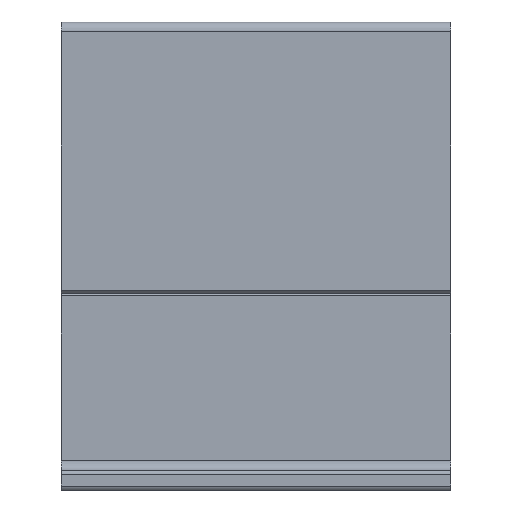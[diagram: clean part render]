
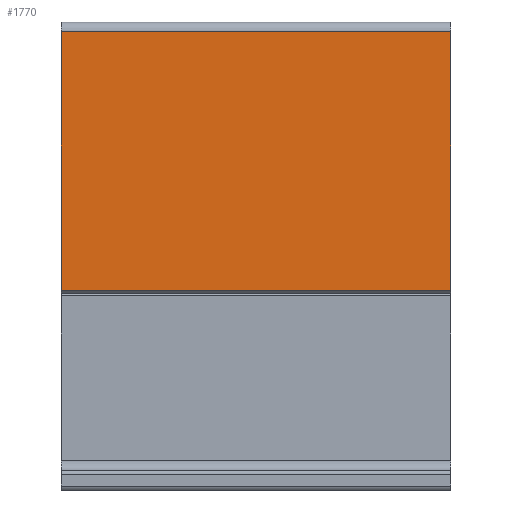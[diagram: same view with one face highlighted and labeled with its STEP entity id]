
A CAD part, front view. The second image highlights one B-rep face of the part: STEP entity #1770.
In plain terms, the highlighted planar face has unit normal (0, -1, 0).
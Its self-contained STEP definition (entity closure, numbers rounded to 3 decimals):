
#120 = ORIENTED_EDGE ( 'NONE', *, *, #284, .F. ) ;
#228 = CARTESIAN_POINT ( 'NONE',  ( 59.184, 32.398, 51.2 ) ) ;
#246 = ORIENTED_EDGE ( 'NONE', *, *, #2519, .T. ) ;
#284 = EDGE_CURVE ( 'NONE', #855, #677, #1156, .T. ) ;
#294 = LINE ( 'NONE', #338, #1341 ) ;
#338 = CARTESIAN_POINT ( 'NONE',  ( -40.816, 32.398, 117.5 ) ) ;
#420 = DIRECTION ( 'NONE',  ( 0., 1., 0. ) ) ;
#425 = EDGE_CURVE ( 'NONE', #2044, #1273, #2000, .T. ) ;
#626 = CARTESIAN_POINT ( 'NONE',  ( -40.816, 32.398, 51.2 ) ) ;
#677 = VERTEX_POINT ( 'NONE', #626 ) ;
#719 = VECTOR ( 'NONE', #2292, 1000. ) ;
#845 = CARTESIAN_POINT ( 'NONE',  ( 59.184, 32.398, 117.5 ) ) ;
#855 = VERTEX_POINT ( 'NONE', #1833 ) ;
#943 = DIRECTION ( 'NONE',  ( -1., 0., 0. ) ) ;
#1089 = VECTOR ( 'NONE', #1126, 1000. ) ;
#1105 = CARTESIAN_POINT ( 'NONE',  ( 59.184, 32.398, 117.5 ) ) ;
#1126 = DIRECTION ( 'NONE',  ( 0., 0., -1. ) ) ;
#1139 = EDGE_LOOP ( 'NONE', ( #246, #120, #1883, #2137 ) ) ;
#1156 = LINE ( 'NONE', #228, #719 ) ;
#1167 = AXIS2_PLACEMENT_3D ( 'NONE', #845, #420, #1847 ) ;
#1220 = FACE_OUTER_BOUND ( 'NONE', #1139, .T. ) ;
#1273 = VERTEX_POINT ( 'NONE', #2191 ) ;
#1341 = VECTOR ( 'NONE', #2371, 1000. ) ;
#1512 = CARTESIAN_POINT ( 'NONE',  ( 59.184, 32.398, 117.5 ) ) ;
#1634 = LINE ( 'NONE', #1105, #1089 ) ;
#1770 = ADVANCED_FACE ( 'NONE', ( #1220 ), #2037, .F. ) ;
#1833 = CARTESIAN_POINT ( 'NONE',  ( 59.184, 32.398, 51.2 ) ) ;
#1847 = DIRECTION ( 'NONE',  ( 0., 0., 1. ) ) ;
#1883 = ORIENTED_EDGE ( 'NONE', *, *, #2348, .F. ) ;
#2000 = LINE ( 'NONE', #2377, #2029 ) ;
#2029 = VECTOR ( 'NONE', #943, 1000. ) ;
#2037 = PLANE ( 'NONE',  #1167 ) ;
#2044 = VERTEX_POINT ( 'NONE', #1512 ) ;
#2137 = ORIENTED_EDGE ( 'NONE', *, *, #425, .T. ) ;
#2191 = CARTESIAN_POINT ( 'NONE',  ( -40.816, 32.398, 117.5 ) ) ;
#2292 = DIRECTION ( 'NONE',  ( -1., 0., 0. ) ) ;
#2348 = EDGE_CURVE ( 'NONE', #2044, #855, #1634, .T. ) ;
#2371 = DIRECTION ( 'NONE',  ( 0., 0., -1. ) ) ;
#2377 = CARTESIAN_POINT ( 'NONE',  ( 59.184, 32.398, 117.5 ) ) ;
#2519 = EDGE_CURVE ( 'NONE', #1273, #677, #294, .T. ) ;
